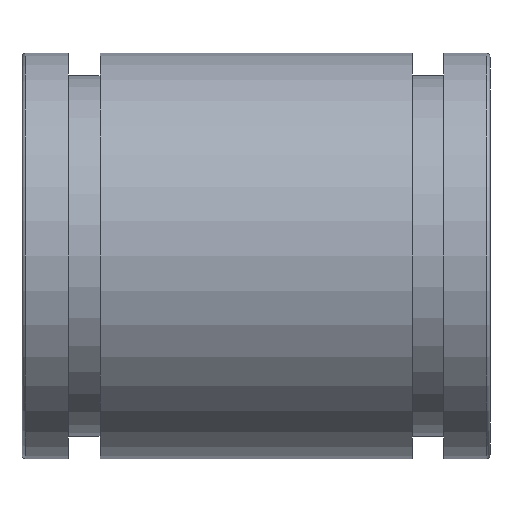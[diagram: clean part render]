
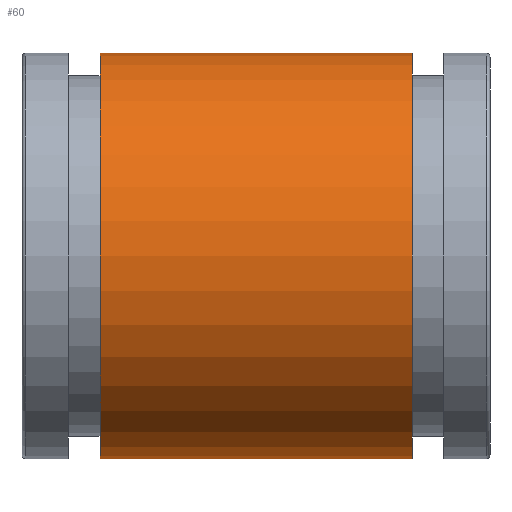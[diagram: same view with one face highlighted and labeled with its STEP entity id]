
A CAD part, front view. The second image highlights one B-rep face of the part: STEP entity #60.
In plain terms, the highlighted cylindrical face has radius 26 mm (diameter 52 mm), a full revolution.
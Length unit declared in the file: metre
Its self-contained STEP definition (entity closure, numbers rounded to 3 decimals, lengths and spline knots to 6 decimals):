
#60 = ADVANCED_FACE( '', ( #129, #130 ), #131, .T. );
#129 = FACE_OUTER_BOUND( '', #200, .T. );
#130 = FACE_OUTER_BOUND( '', #201, .T. );
#131 = CYLINDRICAL_SURFACE( '', #202, 0.026 );
#200 = EDGE_LOOP( '', ( #285 ) );
#201 = EDGE_LOOP( '', ( #286 ) );
#202 = AXIS2_PLACEMENT_3D( '', #287, #288, #289 );
#285 = ORIENTED_EDGE( '', *, *, #340, .F. );
#286 = ORIENTED_EDGE( '', *, *, #329, .T. );
#287 = CARTESIAN_POINT( '', ( 0.03, 0., 0. ) );
#288 = DIRECTION( '', ( 1., 0., 0. ) );
#289 = DIRECTION( '', ( 0., 0., 1. ) );
#329 = EDGE_CURVE( '', #366, #366, #367, .T. );
#340 = EDGE_CURVE( '', #383, #383, #384, .T. );
#366 = VERTEX_POINT( '', #414 );
#367 = CIRCLE( '', #415, 0.026 );
#383 = VERTEX_POINT( '', #431 );
#384 = CIRCLE( '', #432, 0.026 );
#414 = CARTESIAN_POINT( '', ( 0.02, 0., 0.026 ) );
#415 = AXIS2_PLACEMENT_3D( '', #463, #464, #465 );
#431 = CARTESIAN_POINT( '', ( -0.02, 0., 0.026 ) );
#432 = AXIS2_PLACEMENT_3D( '', #481, #482, #483 );
#463 = CARTESIAN_POINT( '', ( 0.02, 0., 0. ) );
#464 = DIRECTION( '', ( -1., 0., 0. ) );
#465 = DIRECTION( '', ( 0., 0., 1. ) );
#481 = CARTESIAN_POINT( '', ( -0.02, 0., 0. ) );
#482 = DIRECTION( '', ( -1., 0., 0. ) );
#483 = DIRECTION( '', ( 0., 0., 1. ) );
